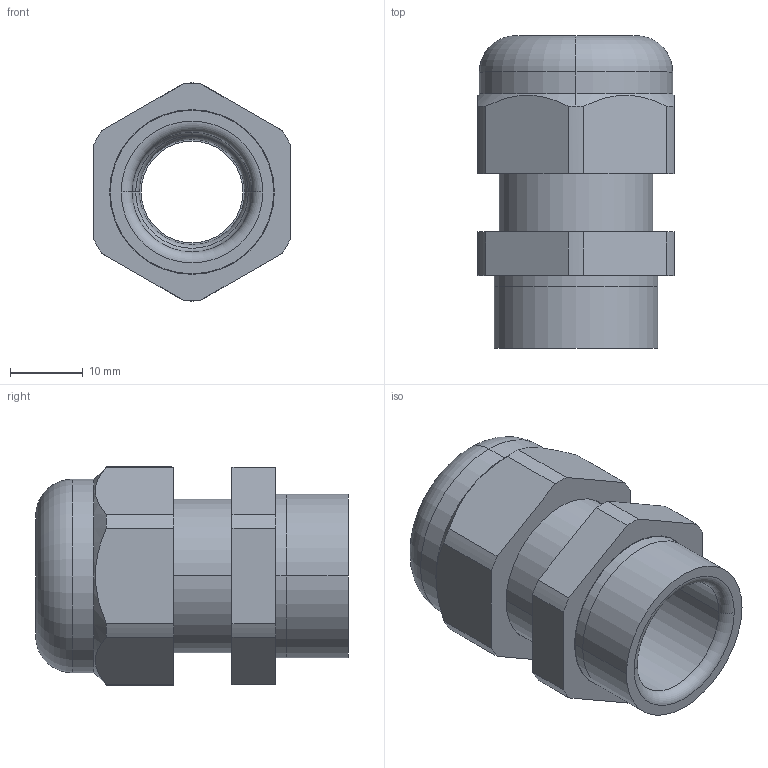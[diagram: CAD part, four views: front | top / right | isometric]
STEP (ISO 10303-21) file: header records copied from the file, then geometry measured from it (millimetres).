
FILE_DESCRIPTION (( 'STEP AP214' ), '1' );
FILE_NAME ('2024756.stp', '2020-11-24T12:05:02', ( '' ), ( '' ), 'SwSTEP 2.0', 'SolidWorks 2020', '' );
FILE_SCHEMA (( 'AUTOMOTIVE_DESIGN' ));
Length unit declared in the file: millimetre
Products named in the file (4): EV111-16-01_technische Darstellung; EV501_PG16; 2024756; EV111-16-02_Cosmetic Thread
Assembly tree (3 placements, depth 2):
  2024756
    EV111-16-01_technische Darstellung
    EV111-16-02_Cosmetic Thread
    EV501_PG16
Bounding box: 27 x 43 x 30 mm (x, y, z)
Volume: 12590.1 mm3; surface area: 10020 mm2
Topology: 3 solids, 3 shells, 82 faces, 186 edges, 113 vertices
Faces by surface type: cylinder 39, plane 21, torus 14, cone 8
Entity records: 2549 total; most frequent: CARTESIAN_POINT 473, DIRECTION 459, ORIENTED_EDGE 372, AXIS2_PLACEMENT_3D 191, EDGE_CURVE 186, VERTEX_POINT 113, CIRCLE 103, EDGE_LOOP 91
